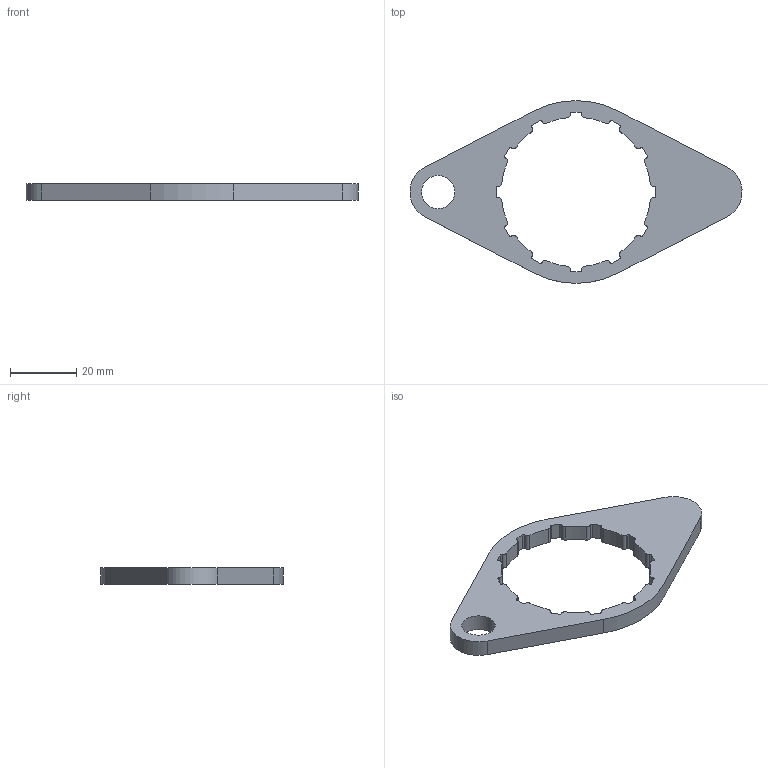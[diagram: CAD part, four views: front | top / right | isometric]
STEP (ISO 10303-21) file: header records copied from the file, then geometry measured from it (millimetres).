
FILE_DESCRIPTION(/* description */ (''),/* implementation_level */ '2;1');
FILE_NAME(/* name */ '',/* time_stamp */ '2025-10-23T21:21:29+08:00',/* author */ (''),/* organization */ (''),/* preprocessor_version */ 'ST-DEVELOPER v20.1',/* originating_system */ 'Autodesk Translation Framework v14.17.0.0',/* authorisation */ '');
FILE_SCHEMA (('AUTOMOTIVE_DESIGN { 1 0 10303 214 3 1 1 }'));
Length unit declared in the file: millimetre
Products named in the file (1): 无标题
Bounding box: 99.94 x 55 x 5 mm (x, y, z)
Volume: 8991.6 mm3; surface area: 5767.6 mm2
Topology: 1 solids, 1 shells, 107 faces, 315 edges, 210 vertices
Faces by surface type: cylinder 65, plane 42
Full cylindrical faces by diameter (mm): 10 x1
Entity records: 3660 total; most frequent: DIRECTION 661, CARTESIAN_POINT 633, ORIENTED_EDGE 630, EDGE_CURVE 315, AXIS2_PLACEMENT_3D 238, VERTEX_POINT 210, LINE 185, VECTOR 185
